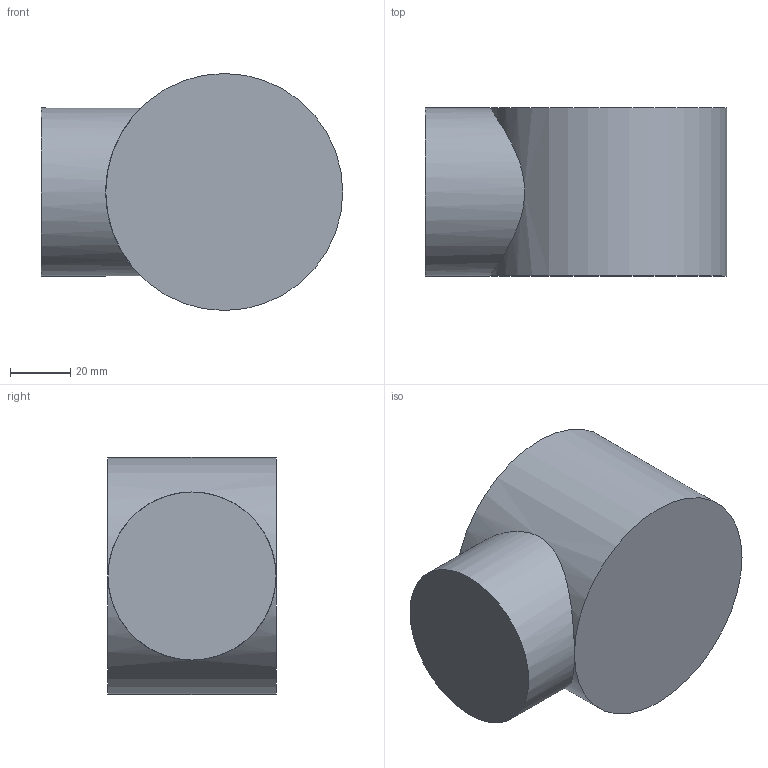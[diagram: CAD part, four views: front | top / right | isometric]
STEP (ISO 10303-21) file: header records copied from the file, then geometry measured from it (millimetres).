
FILE_DESCRIPTION(('Open CASCADE Model'),'2;1');
FILE_NAME('Open CASCADE Shape Model','2021-01-05T17:59:36',('Author'),( 'Open CASCADE'),'Open CASCADE STEP processor 7.4','Open CASCADE 7.4' ,'Unknown');
FILE_SCHEMA(('AUTOMOTIVE_DESIGN { 1 0 10303 214 1 1 1 1 }'));
Length unit declared in the file: millimetre
Products named in the file (1): Open CASCADE STEP translator 7.4 29
Bounding box: 100.5 x 56 x 79 mm (x, y, z)
Volume: 334021.1 mm3; surface area: 28268.6 mm2
Topology: 1 solids, 1 shells, 5 faces, 9 edges, 5 vertices
Faces by surface type: plane 3, cylinder 2
Full cylindrical faces by diameter (mm): 56 x1, 79 x1
Entity records: 1027 total; most frequent: CARTESIAN_POINT 824, DIRECTION 38, ORIENTED_EDGE 18, PCURVE 18, DEFINITIONAL_REPRESENTATION 18, AXIS2_PLACEMENT_3D 11, LINE 11, VECTOR 11
